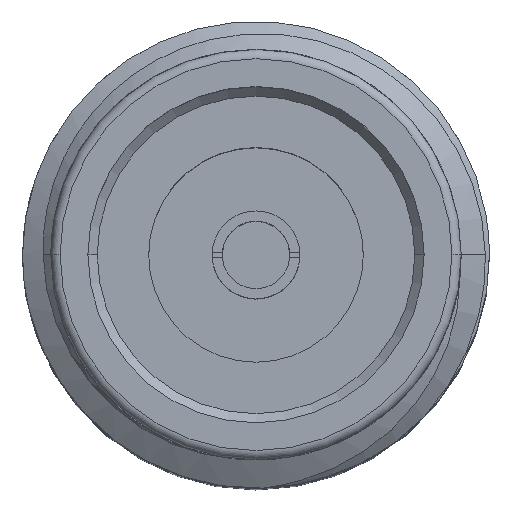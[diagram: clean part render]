
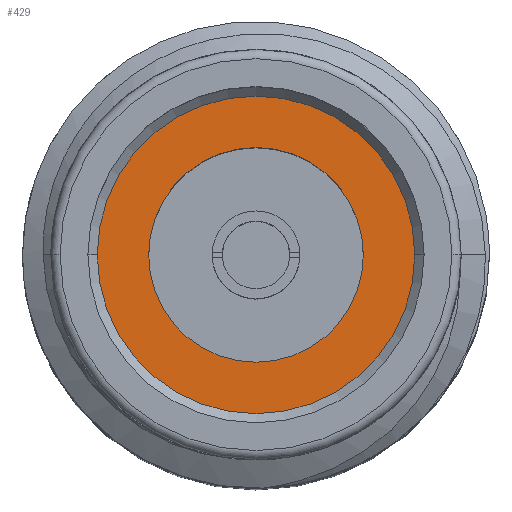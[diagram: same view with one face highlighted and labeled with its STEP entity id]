
A CAD part, top view. The second image highlights one B-rep face of the part: STEP entity #429.
In plain terms, the highlighted planar face has unit normal (0, 0, 1).
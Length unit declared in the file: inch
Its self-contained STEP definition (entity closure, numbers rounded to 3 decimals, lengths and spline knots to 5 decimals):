
#1 = ORIENTED_EDGE ( 'NONE', *, *, #3974, .F. ) ;
#134 = VERTEX_POINT ( 'NONE', #1789 ) ;
#282 = CARTESIAN_POINT ( 'NONE',  ( 0., 0., -0.075 ) ) ;
#429 = ADVANCED_FACE ( 'NONE', ( #3828, #2634 ), #1601, .T. ) ;
#439 = VERTEX_POINT ( 'NONE', #3749 ) ;
#668 = CIRCLE ( 'NONE', #2645, 0.085 ) ;
#797 = EDGE_CURVE ( 'NONE', #439, #1432, #2534, .T. ) ;
#815 = DIRECTION ( 'NONE',  ( 1., 0., 0. ) ) ;
#910 = ORIENTED_EDGE ( 'NONE', *, *, #797, .T. ) ;
#914 = DIRECTION ( 'NONE',  ( 0., 0., 1. ) ) ;
#918 = CIRCLE ( 'NONE', #2753, 0.05748 ) ;
#1040 = DIRECTION ( 'NONE',  ( 1., 0., 0. ) ) ;
#1254 = DIRECTION ( 'NONE',  ( 1., 0., 0. ) ) ;
#1304 = DIRECTION ( 'NONE',  ( 0., 0., 1. ) ) ;
#1432 = VERTEX_POINT ( 'NONE', #3543 ) ;
#1481 = EDGE_LOOP ( 'NONE', ( #3331, #1 ) ) ;
#1589 = DIRECTION ( 'NONE',  ( 1., 0., 0. ) ) ;
#1601 = PLANE ( 'NONE',  #2167 ) ;
#1631 = EDGE_CURVE ( 'NONE', #3438, #134, #2487, .T. ) ;
#1683 = CARTESIAN_POINT ( 'NONE',  ( 0., 0., -0.075 ) ) ;
#1789 = CARTESIAN_POINT ( 'NONE',  ( -0.05748, 0., -0.075 ) ) ;
#2167 = AXIS2_PLACEMENT_3D ( 'NONE', #2557, #1304, #1589 ) ;
#2365 = EDGE_LOOP ( 'NONE', ( #910, #3559 ) ) ;
#2377 = DIRECTION ( 'NONE',  ( 0., 0., 1. ) ) ;
#2487 = CIRCLE ( 'NONE', #3625, 0.05748 ) ;
#2534 = CIRCLE ( 'NONE', #2545, 0.085 ) ;
#2545 = AXIS2_PLACEMENT_3D ( 'NONE', #1683, #2883, #1040 ) ;
#2557 = CARTESIAN_POINT ( 'NONE',  ( 0., 0., -0.075 ) ) ;
#2634 = FACE_OUTER_BOUND ( 'NONE', #2365, .T. ) ;
#2645 = AXIS2_PLACEMENT_3D ( 'NONE', #3902, #2377, #815 ) ;
#2718 = CARTESIAN_POINT ( 'NONE',  ( 0., 0., -0.075 ) ) ;
#2736 = DIRECTION ( 'NONE',  ( 0., 0., 1. ) ) ;
#2753 = AXIS2_PLACEMENT_3D ( 'NONE', #2718, #2736, #3649 ) ;
#2883 = DIRECTION ( 'NONE',  ( 0., 0., 1. ) ) ;
#2884 = CARTESIAN_POINT ( 'NONE',  ( 0.05748, 0., -0.075 ) ) ;
#3081 = EDGE_CURVE ( 'NONE', #1432, #439, #668, .T. ) ;
#3331 = ORIENTED_EDGE ( 'NONE', *, *, #1631, .F. ) ;
#3438 = VERTEX_POINT ( 'NONE', #2884 ) ;
#3543 = CARTESIAN_POINT ( 'NONE',  ( -0.085, 0., -0.075 ) ) ;
#3559 = ORIENTED_EDGE ( 'NONE', *, *, #3081, .T. ) ;
#3625 = AXIS2_PLACEMENT_3D ( 'NONE', #282, #914, #1254 ) ;
#3649 = DIRECTION ( 'NONE',  ( 1., 0., 0. ) ) ;
#3749 = CARTESIAN_POINT ( 'NONE',  ( 0.085, 0., -0.075 ) ) ;
#3828 = FACE_BOUND ( 'NONE', #1481, .T. ) ;
#3902 = CARTESIAN_POINT ( 'NONE',  ( 0., 0., -0.075 ) ) ;
#3974 = EDGE_CURVE ( 'NONE', #134, #3438, #918, .T. ) ;
